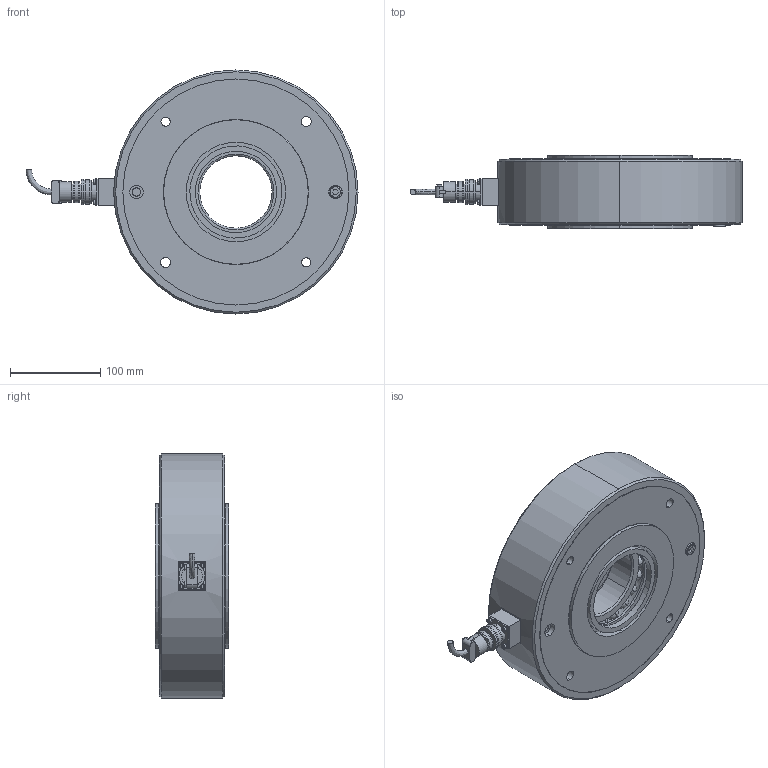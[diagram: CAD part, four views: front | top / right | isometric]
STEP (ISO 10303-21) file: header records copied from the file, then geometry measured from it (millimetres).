
FILE_DESCRIPTION (( 'STEP AP203' ), '1' );
FILE_NAME ('31104366_Stp_-.step', '2021-12-07T13:59:39', ( '' ), ( '' ), 'SwSTEP 2.0', 'SolidWorks 2018', '' );
FILE_SCHEMA (( 'CONFIG_CONTROL_DESIGN' ));
Length unit declared in the file: millimetre
Products named in the file (13): Si-Ring DIN472_D140x4; FLANSCHDOSE_14S-2P_4-POLIG; PKL_2216_01; 49026_01; Federringe_DIN127A_M03; 31104366_Stp_-; Zyl-Schr DIN912_M3x25; Zyl-Schr DIN912_M8x65; 44104.01_01; 49492.03_stp_01; 31101677_V-090A; 49342_01; 49403_01
Assembly tree (20 placements, depth 2):
  31104366_Stp_-
    49492.03_stp_01
    49403_01
    49342_01
    49026_01
    31101677_V-090A  x2
    44104.01_01  x2
    PKL_2216_01
    Si-Ring DIN472_D140x4
    Federringe_DIN127A_M03  x4
    Zyl-Schr DIN912_M3x25  x4
    Zyl-Schr DIN912_M8x65
    FLANSCHDOSE_14S-2P_4-POLIG
Bounding box: 367.15 x 80.9 x 270 mm (x, y, z)
Volume: 3403434.6 mm3; surface area: 623546.4 mm2
Topology: 61 solids, 61 shells, 588 faces, 1440 edges, 927 vertices
Faces by surface type: cylinder 272, plane 146, sphere 82, cone 44, torus 42, bspline 2
Entity records: 15389 total; most frequent: DIRECTION 2678, CARTESIAN_POINT 2467, ORIENTED_EDGE 2064, AXIS2_PLACEMENT_3D 1150, EDGE_CURVE 1032, VERTEX_POINT 697, CIRCLE 648, EDGE_LOOP 619
